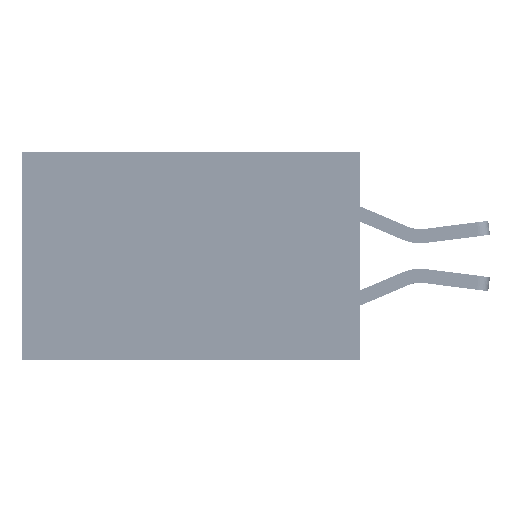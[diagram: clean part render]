
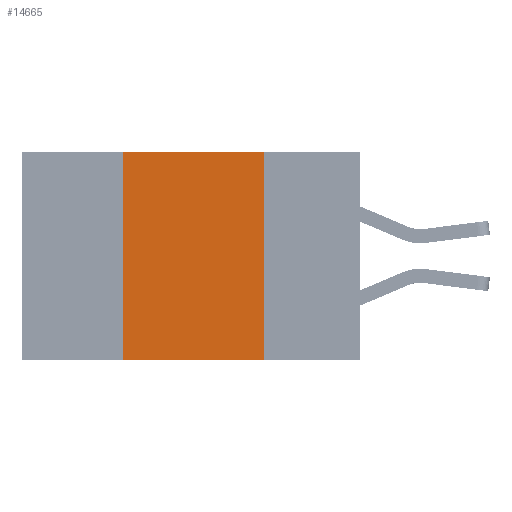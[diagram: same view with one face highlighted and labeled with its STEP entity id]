
A CAD part, left-side view. The second image highlights one B-rep face of the part: STEP entity #14665.
In plain terms, the highlighted planar face has unit normal (-1, 0, 0).
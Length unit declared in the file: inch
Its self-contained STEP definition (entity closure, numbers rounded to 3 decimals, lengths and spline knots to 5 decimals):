
#1674 = DIRECTION ( 'NONE',  ( 0., -1., 0. ) ) ;
#1814 = ORIENTED_EDGE ( 'NONE', *, *, #4081, .T. ) ;
#4081 = EDGE_CURVE ( 'NONE', #20515, #7961, #26000, .T. ) ;
#4467 = DIRECTION ( 'NONE',  ( 0., 0., 1. ) ) ;
#4902 = DIRECTION ( 'NONE',  ( 1., 0., 0. ) ) ;
#6952 = AXIS2_PLACEMENT_3D ( 'NONE', #19821, #4902, #35574 ) ;
#7961 = VERTEX_POINT ( 'NONE', #18473 ) ;
#8023 = LINE ( 'NONE', #23583, #39809 ) ;
#8073 = CARTESIAN_POINT ( 'NONE',  ( 0., 0.6, 0. ) ) ;
#9509 = VERTEX_POINT ( 'NONE', #12824 ) ;
#9675 = VERTEX_POINT ( 'NONE', #38610 ) ;
#10547 = EDGE_CURVE ( 'NONE', #9509, #9675, #17426, .T. ) ;
#11312 = CARTESIAN_POINT ( 'NONE',  ( 0., 0.42, -0.37 ) ) ;
#11479 = DIRECTION ( 'NONE',  ( 0., 0., -1. ) ) ;
#11977 = VECTOR ( 'NONE', #22117, 39.37008 ) ;
#12554 = EDGE_CURVE ( 'NONE', #20515, #9509, #36522, .T. ) ;
#12824 = CARTESIAN_POINT ( 'NONE',  ( 0., 0.42, 0. ) ) ;
#14665 = ADVANCED_FACE ( 'NONE', ( #29251 ), #29061, .F. ) ;
#16007 = EDGE_LOOP ( 'NONE', ( #31923, #27851, #38271, #1814 ) ) ;
#17426 = LINE ( 'NONE', #8073, #18392 ) ;
#18392 = VECTOR ( 'NONE', #1674, 39.37008 ) ;
#18473 = CARTESIAN_POINT ( 'NONE',  ( 0., 0.17, -0.37 ) ) ;
#19821 = CARTESIAN_POINT ( 'NONE',  ( 0., 0.6, 0. ) ) ;
#20515 = VERTEX_POINT ( 'NONE', #11312 ) ;
#22117 = DIRECTION ( 'NONE',  ( 0., -1., 0. ) ) ;
#22899 = CARTESIAN_POINT ( 'NONE',  ( 0., 0.42, 0. ) ) ;
#23583 = CARTESIAN_POINT ( 'NONE',  ( 0., 0.17, 0. ) ) ;
#26000 = LINE ( 'NONE', #28009, #11977 ) ;
#27851 = ORIENTED_EDGE ( 'NONE', *, *, #10547, .F. ) ;
#28009 = CARTESIAN_POINT ( 'NONE',  ( 0., 0.6, -0.37 ) ) ;
#28405 = VECTOR ( 'NONE', #4467, 39.37008 ) ;
#29061 = PLANE ( 'NONE',  #6952 ) ;
#29251 = FACE_OUTER_BOUND ( 'NONE', #16007, .T. ) ;
#31923 = ORIENTED_EDGE ( 'NONE', *, *, #36710, .F. ) ;
#35574 = DIRECTION ( 'NONE',  ( 0., 0., -1. ) ) ;
#36522 = LINE ( 'NONE', #22899, #28405 ) ;
#36710 = EDGE_CURVE ( 'NONE', #9675, #7961, #8023, .T. ) ;
#38271 = ORIENTED_EDGE ( 'NONE', *, *, #12554, .F. ) ;
#38610 = CARTESIAN_POINT ( 'NONE',  ( 0., 0.17, 0. ) ) ;
#39809 = VECTOR ( 'NONE', #11479, 39.37008 ) ;
